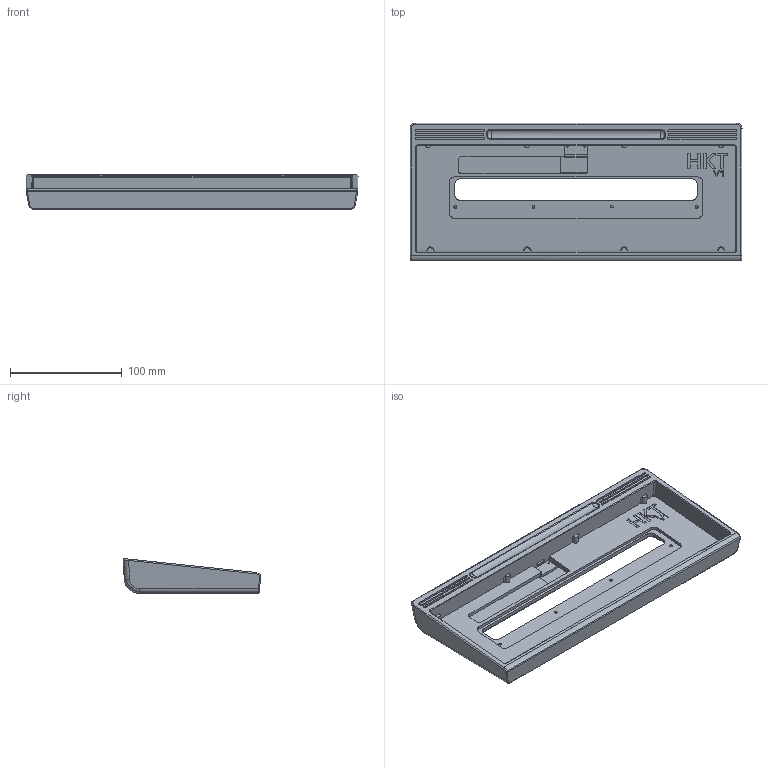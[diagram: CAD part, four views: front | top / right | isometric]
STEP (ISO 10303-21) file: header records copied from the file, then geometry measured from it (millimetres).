
FILE_DESCRIPTION(/* description */ (''),/* implementation_level */ '2;1');
FILE_NAME(/* name */ 'HKT.step',/* time_stamp */ '2022-11-29T12:38:46Z',/* author */ (''),/* organization */ (''),/* preprocessor_version */ 'ST-DEVELOPER v19.2',/* originating_system */ 'Autodesk Translation Framework v11.17.0.187',/* authorisation */ '');
FILE_SCHEMA (('AUTOMOTIVE_DESIGN { 1 0 10303 214 3 1 1 }'));
Length unit declared in the file: millimetre
Products named in the file (2): HKT; Component1
Assembly tree (1 placements, depth 2):
  HKT
    Component1
Bounding box: 297.52 x 123.34 x 31.14 mm (x, y, z)
Volume: 328116.5 mm3; surface area: 101314.4 mm2
Topology: 1 solids, 1 shells, 284 faces, 733 edges, 473 vertices
Faces by surface type: plane 138, cylinder 108, bspline 32, cone 4, torus 2
Full cylindrical faces by diameter (mm): 1.623 x2, 2.529 x4
Entity records: 9608 total; most frequent: CARTESIAN_POINT 2547, ORIENTED_EDGE 1466, DIRECTION 1456, EDGE_CURVE 733, AXIS2_PLACEMENT_3D 500, VERTEX_POINT 473, LINE 456, VECTOR 456
